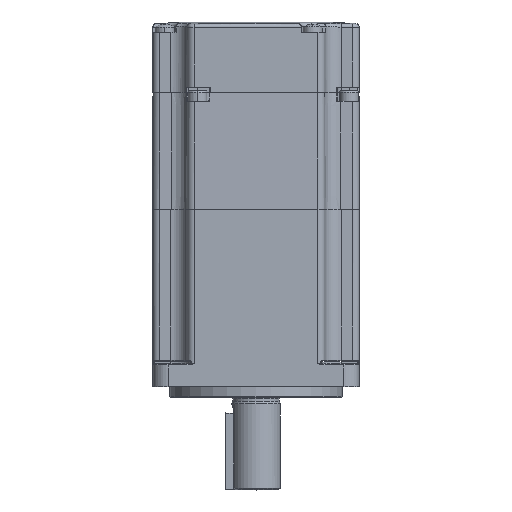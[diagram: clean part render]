
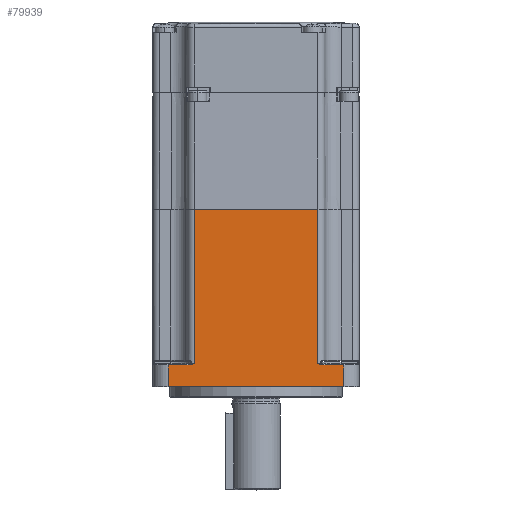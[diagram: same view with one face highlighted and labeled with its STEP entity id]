
A CAD part, top view. The second image highlights one B-rep face of the part: STEP entity #79939.
In plain terms, the highlighted planar face has unit normal (0, 0, 1).
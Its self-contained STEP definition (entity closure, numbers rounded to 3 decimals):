
#1013 = CARTESIAN_POINT ( 'NONE',  ( -18.29, -9.937, 30. ) ) ;
#2755 = VERTEX_POINT ( 'NONE', #20917 ) ;
#4608 = CARTESIAN_POINT ( 'NONE',  ( 18.978, -10.175, 30. ) ) ;
#5111 = CARTESIAN_POINT ( 'NONE',  ( -18., 55.5, 30. ) ) ;
#5484 = DIRECTION ( 'NONE',  ( 0., -1., 0. ) ) ;
#5506 = EDGE_CURVE ( 'NONE', #85054, #91684, #30256, .T. ) ;
#5975 = LINE ( 'NONE', #68148, #37413 ) ;
#9256 = CARTESIAN_POINT ( 'NONE',  ( 25.5, -8., 30. ) ) ;
#10137 = VERTEX_POINT ( 'NONE', #70616 ) ;
#12209 = CARTESIAN_POINT ( 'NONE',  ( -19.153, -10.2, 30. ) ) ;
#13560 = CARTESIAN_POINT ( 'NONE',  ( -18.936, -10.162, 30. ) ) ;
#14781 = LINE ( 'NONE', #53721, #105367 ) ;
#17361 = VERTEX_POINT ( 'NONE', #99677 ) ;
#18187 = EDGE_CURVE ( 'NONE', #31670, #107510, #74394, .T. ) ;
#18498 = EDGE_LOOP ( 'NONE', ( #33529, #38300, #20209, #48410, #56007, #62598, #81110, #89731, #93022, #48211, #71402, #81847 ) ) ;
#20015 = CARTESIAN_POINT ( 'NONE',  ( 18., -10.2, 30. ) ) ;
#20209 = ORIENTED_EDGE ( 'NONE', *, *, #18187, .T. ) ;
#20917 = CARTESIAN_POINT ( 'NONE',  ( 25.5, -16.5, 30. ) ) ;
#21039 = FACE_OUTER_BOUND ( 'NONE', #18498, .T. ) ;
#21664 = VECTOR ( 'NONE', #77829, 1000. ) ;
#23651 = CARTESIAN_POINT ( 'NONE',  ( -25.5, -10.2, 30. ) ) ;
#24242 = CARTESIAN_POINT ( 'NONE',  ( -18., -9.8, 30. ) ) ;
#25826 = LINE ( 'NONE', #9256, #21664 ) ;
#25943 = CARTESIAN_POINT ( 'NONE',  ( 18., -9.8, 30. ) ) ;
#27374 = CARTESIAN_POINT ( 'NONE',  ( -18.581, -10.076, 30. ) ) ;
#29276 = EDGE_CURVE ( 'NONE', #107510, #30076, #111098, .T. ) ;
#30076 = VERTEX_POINT ( 'NONE', #12209 ) ;
#30256 = B_SPLINE_CURVE_WITH_KNOTS ( 'NONE', 3,
 ( #39378, #109584, #48224, #4608, #39764, #48607 ),
 .UNSPECIFIED., .F., .F.,
 ( 4, 2, 4 ),
 ( 0., 0., 0. ),
 .UNSPECIFIED. ) ;
#31670 = VERTEX_POINT ( 'NONE', #24242 ) ;
#32422 = DIRECTION ( 'NONE',  ( -1., 0., 0. ) ) ;
#33490 = EDGE_CURVE ( 'NONE', #112900, #2755, #5975, .T. ) ;
#33529 = ORIENTED_EDGE ( 'NONE', *, *, #89252, .F. ) ;
#35346 = DIRECTION ( 'NONE',  ( 0., -1., 0. ) ) ;
#36135 = CARTESIAN_POINT ( 'NONE',  ( -18.893, -10.152, 30. ) ) ;
#36199 = CARTESIAN_POINT ( 'NONE',  ( 18.581, -10.077, 30. ) ) ;
#37413 = VECTOR ( 'NONE', #94676, 1000. ) ;
#37685 = VERTEX_POINT ( 'NONE', #80157 ) ;
#37912 = EDGE_CURVE ( 'NONE', #30076, #69615, #90518, .T. ) ;
#38300 = ORIENTED_EDGE ( 'NONE', *, *, #50909, .T. ) ;
#38476 = CARTESIAN_POINT ( 'NONE',  ( 25.5, 35., 30. ) ) ;
#39378 = CARTESIAN_POINT ( 'NONE',  ( 19.153, -10.2, 30. ) ) ;
#39390 = LINE ( 'NONE', #5111, #70958 ) ;
#39764 = CARTESIAN_POINT ( 'NONE',  ( 18.936, -10.162, 30. ) ) ;
#41077 = CARTESIAN_POINT ( 'NONE',  ( -18.893, -10.152, 30. ) ) ;
#43255 = VECTOR ( 'NONE', #63653, 1000. ) ;
#43846 = VECTOR ( 'NONE', #32422, 1000. ) ;
#44143 = LINE ( 'NONE', #38476, #64694 ) ;
#44415 = CARTESIAN_POINT ( 'NONE',  ( 19.153, -10.2, 30. ) ) ;
#44644 = CARTESIAN_POINT ( 'NONE',  ( 18., -9.8, 30. ) ) ;
#46417 = DIRECTION ( 'NONE',  ( 0., 0., -1. ) ) ;
#48211 = ORIENTED_EDGE ( 'NONE', *, *, #5506, .T. ) ;
#48224 = CARTESIAN_POINT ( 'NONE',  ( 19.065, -10.194, 30. ) ) ;
#48410 = ORIENTED_EDGE ( 'NONE', *, *, #29276, .T. ) ;
#48607 = CARTESIAN_POINT ( 'NONE',  ( 18.893, -10.152, 30. ) ) ;
#49540 = CARTESIAN_POINT ( 'NONE',  ( -19.153, -10.2, 30. ) ) ;
#50909 = EDGE_CURVE ( 'NONE', #37685, #31670, #39390, .T. ) ;
#53414 = CARTESIAN_POINT ( 'NONE',  ( -18., -9.8, 30. ) ) ;
#53721 = CARTESIAN_POINT ( 'NONE',  ( 18., 55.5, 30. ) ) ;
#53878 = CARTESIAN_POINT ( 'NONE',  ( -25.5, -16.5, 30. ) ) ;
#54216 = EDGE_CURVE ( 'NONE', #10137, #85054, #84415, .T. ) ;
#56007 = ORIENTED_EDGE ( 'NONE', *, *, #37912, .T. ) ;
#60463 = DIRECTION ( 'NONE',  ( 0., -1., 0. ) ) ;
#60768 = CARTESIAN_POINT ( 'NONE',  ( 18.893, -10.152, 30. ) ) ;
#62598 = ORIENTED_EDGE ( 'NONE', *, *, #106074, .T. ) ;
#63653 = DIRECTION ( 'NONE',  ( -1., 0., 0. ) ) ;
#64396 = CARTESIAN_POINT ( 'NONE',  ( 25.5, -8., 30. ) ) ;
#64694 = VECTOR ( 'NONE', #80712, 1000. ) ;
#65477 = VERTEX_POINT ( 'NONE', #44644 ) ;
#68148 = CARTESIAN_POINT ( 'NONE',  ( 25.5, -16.5, 30. ) ) ;
#69615 = VERTEX_POINT ( 'NONE', #102115 ) ;
#70616 = CARTESIAN_POINT ( 'NONE',  ( 25.5, -10.2, 30. ) ) ;
#70958 = VECTOR ( 'NONE', #5484, 1000. ) ;
#71402 = ORIENTED_EDGE ( 'NONE', *, *, #74185, .T. ) ;
#72836 = PLANE ( 'NONE',  #84610 ) ;
#74185 = EDGE_CURVE ( 'NONE', #91684, #65477, #82720, .T. ) ;
#74394 = B_SPLINE_CURVE_WITH_KNOTS ( 'NONE', 3,
 ( #53414, #1013, #27374, #36135 ),
 .UNSPECIFIED., .F., .F.,
 ( 4, 4 ),
 ( 0., 0.001 ),
 .UNSPECIFIED. ) ;
#74832 = CARTESIAN_POINT ( 'NONE',  ( -19.109, -10.2, 30. ) ) ;
#76605 = CARTESIAN_POINT ( 'NONE',  ( -18.893, -10.152, 30. ) ) ;
#77829 = DIRECTION ( 'NONE',  ( 0., -1., 0. ) ) ;
#78236 = LINE ( 'NONE', #94655, #83765 ) ;
#79939 = ADVANCED_FACE ( 'NONE', ( #21039 ), #72836, .F. ) ;
#80157 = CARTESIAN_POINT ( 'NONE',  ( -18., 35., 30. ) ) ;
#80712 = DIRECTION ( 'NONE',  ( 1., 0., 0. ) ) ;
#81110 = ORIENTED_EDGE ( 'NONE', *, *, #33490, .T. ) ;
#81306 = DIRECTION ( 'NONE',  ( -1., 0., 0. ) ) ;
#81847 = ORIENTED_EDGE ( 'NONE', *, *, #109322, .F. ) ;
#82262 = CARTESIAN_POINT ( 'NONE',  ( 18.893, -10.152, 30. ) ) ;
#82720 = B_SPLINE_CURVE_WITH_KNOTS ( 'NONE', 3,
 ( #60768, #36199, #88025, #25943 ),
 .UNSPECIFIED., .F., .F.,
 ( 4, 4 ),
 ( 0., 0.001 ),
 .UNSPECIFIED. ) ;
#83765 = VECTOR ( 'NONE', #60463, 1000. ) ;
#84415 = LINE ( 'NONE', #20015, #43255 ) ;
#84610 = AXIS2_PLACEMENT_3D ( 'NONE', #64396, #46417, #81306 ) ;
#85054 = VERTEX_POINT ( 'NONE', #44415 ) ;
#88025 = CARTESIAN_POINT ( 'NONE',  ( 18.29, -9.937, 30. ) ) ;
#89252 = EDGE_CURVE ( 'NONE', #37685, #17361, #44143, .T. ) ;
#89731 = ORIENTED_EDGE ( 'NONE', *, *, #94747, .F. ) ;
#90518 = LINE ( 'NONE', #23651, #43846 ) ;
#91684 = VERTEX_POINT ( 'NONE', #82262 ) ;
#93022 = ORIENTED_EDGE ( 'NONE', *, *, #54216, .T. ) ;
#94655 = CARTESIAN_POINT ( 'NONE',  ( -25.5, -8., 30. ) ) ;
#94676 = DIRECTION ( 'NONE',  ( 1., 0., 0. ) ) ;
#94747 = EDGE_CURVE ( 'NONE', #10137, #2755, #25826, .T. ) ;
#99677 = CARTESIAN_POINT ( 'NONE',  ( 18., 35., 30. ) ) ;
#101738 = CARTESIAN_POINT ( 'NONE',  ( -19.065, -10.194, 30. ) ) ;
#102115 = CARTESIAN_POINT ( 'NONE',  ( -25.5, -10.2, 30. ) ) ;
#105367 = VECTOR ( 'NONE', #35346, 1000. ) ;
#106074 = EDGE_CURVE ( 'NONE', #69615, #112900, #78236, .T. ) ;
#107510 = VERTEX_POINT ( 'NONE', #76605 ) ;
#109322 = EDGE_CURVE ( 'NONE', #17361, #65477, #14781, .T. ) ;
#109584 = CARTESIAN_POINT ( 'NONE',  ( 19.109, -10.2, 30. ) ) ;
#109776 = CARTESIAN_POINT ( 'NONE',  ( -18.978, -10.175, 30. ) ) ;
#111098 = B_SPLINE_CURVE_WITH_KNOTS ( 'NONE', 3,
 ( #41077, #13560, #109776, #101738, #74832, #49540 ),
 .UNSPECIFIED., .F., .F.,
 ( 4, 2, 4 ),
 ( 0., 0., 0. ),
 .UNSPECIFIED. ) ;
#112900 = VERTEX_POINT ( 'NONE', #53878 ) ;
